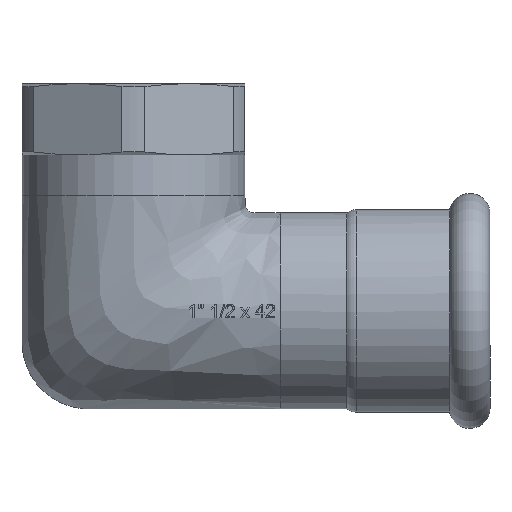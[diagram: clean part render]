
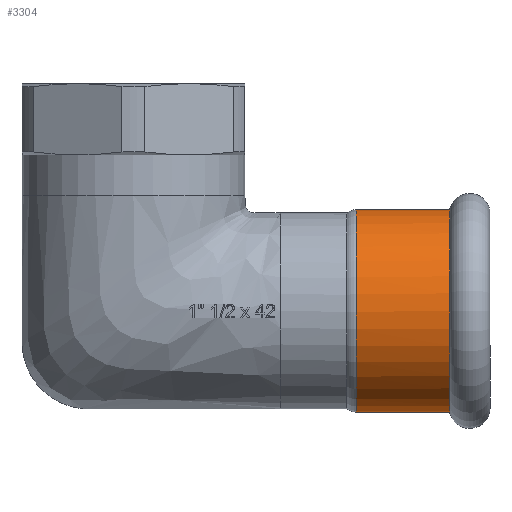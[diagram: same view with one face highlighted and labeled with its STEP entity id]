
A CAD part, front view. The second image highlights one B-rep face of the part: STEP entity #3304.
In plain terms, the highlighted cylindrical face has radius 22.7 mm (diameter 45.4 mm), a full revolution.
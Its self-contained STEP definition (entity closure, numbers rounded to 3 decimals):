
#617=LINE('',#8656,#766);
#766=VECTOR('',#4036,22.7);
#783=CYLINDRICAL_SURFACE('',#3510,22.7);
#965=FACE_OUTER_BOUND('',#1167,.T.);
#1167=EDGE_LOOP('',(#3073,#3074,#3075,#3076,#3077,#3078,#3079,#3080));
#1176=CIRCLE('',#3334,22.7);
#1177=CIRCLE('',#3335,22.7);
#1178=CIRCLE('',#3336,22.7);
#1241=CIRCLE('',#3506,22.7);
#1242=CIRCLE('',#3507,22.7);
#1243=CIRCLE('',#3508,22.7);
#1259=VERTEX_POINT('',#4079);
#1260=VERTEX_POINT('',#4081);
#1261=VERTEX_POINT('',#4083);
#1584=VERTEX_POINT('',#8648);
#1585=VERTEX_POINT('',#8649);
#1586=VERTEX_POINT('',#8651);
#1599=EDGE_CURVE('',#1259,#1260,#1176,.T.);
#1600=EDGE_CURVE('',#1260,#1261,#1177,.T.);
#1601=EDGE_CURVE('',#1261,#1259,#1178,.T.);
#2085=EDGE_CURVE('',#1584,#1585,#1241,.T.);
#2086=EDGE_CURVE('',#1586,#1584,#1242,.T.);
#2087=EDGE_CURVE('',#1585,#1586,#1243,.T.);
#2089=EDGE_CURVE('',#1261,#1586,#617,.T.);
#3073=ORIENTED_EDGE('',*,*,#1600,.F.);
#3074=ORIENTED_EDGE('',*,*,#1599,.F.);
#3075=ORIENTED_EDGE('',*,*,#1601,.F.);
#3076=ORIENTED_EDGE('',*,*,#2089,.T.);
#3077=ORIENTED_EDGE('',*,*,#2086,.T.);
#3078=ORIENTED_EDGE('',*,*,#2085,.T.);
#3079=ORIENTED_EDGE('',*,*,#2087,.T.);
#3080=ORIENTED_EDGE('',*,*,#2089,.F.);
#3304=ADVANCED_FACE('',(#965),#783,.T.);
#3334=AXIS2_PLACEMENT_3D('',#4082,#3537,#3538);
#3335=AXIS2_PLACEMENT_3D('',#4084,#3539,#3540);
#3336=AXIS2_PLACEMENT_3D('',#4085,#3541,#3542);
#3506=AXIS2_PLACEMENT_3D('',#8650,#4026,#4027);
#3507=AXIS2_PLACEMENT_3D('',#8652,#4028,#4029);
#3508=AXIS2_PLACEMENT_3D('',#8653,#4030,#4031);
#3510=AXIS2_PLACEMENT_3D('',#8655,#4034,#4035);
#3537=DIRECTION('center_axis',(1.,0.,0.));
#3538=DIRECTION('ref_axis',(0.,-0.861,-0.508));
#3539=DIRECTION('center_axis',(1.,0.,0.));
#3540=DIRECTION('ref_axis',(0.,-0.861,-0.508));
#3541=DIRECTION('center_axis',(1.,0.,0.));
#3542=DIRECTION('ref_axis',(0.,-0.861,-0.508));
#4026=DIRECTION('center_axis',(1.,0.,0.));
#4027=DIRECTION('ref_axis',(0.,-0.861,-0.508));
#4028=DIRECTION('center_axis',(1.,0.,0.));
#4029=DIRECTION('ref_axis',(0.,-0.861,-0.508));
#4030=DIRECTION('center_axis',(1.,0.,0.));
#4031=DIRECTION('ref_axis',(0.,-0.861,-0.508));
#4034=DIRECTION('center_axis',(1.,0.,0.));
#4035=DIRECTION('ref_axis',(0.,-0.861,-0.508));
#4036=DIRECTION('',(-1.,0.,0.));
#4079=CARTESIAN_POINT('',(70.936,0.,22.7));
#4081=CARTESIAN_POINT('',(70.936,0.,-22.7));
#4082=CARTESIAN_POINT('Origin',(70.936,0.,
0.));
#4083=CARTESIAN_POINT('',(70.936,19.552,11.534));
#4084=CARTESIAN_POINT('Origin',(70.936,0.,
0.));
#4085=CARTESIAN_POINT('Origin',(70.936,0.,
0.));
#8648=CARTESIAN_POINT('',(50.,-19.552,-11.534));
#8649=CARTESIAN_POINT('',(50.,11.534,-19.552));
#8650=CARTESIAN_POINT('Origin',(50.,0.,
0.));
#8651=CARTESIAN_POINT('',(50.,19.552,11.534));
#8652=CARTESIAN_POINT('Origin',(50.,0.,
0.));
#8653=CARTESIAN_POINT('Origin',(50.,0.,
0.));
#8655=CARTESIAN_POINT('Origin',(60.468,0.,
0.));
#8656=CARTESIAN_POINT('',(60.468,19.552,11.534));
